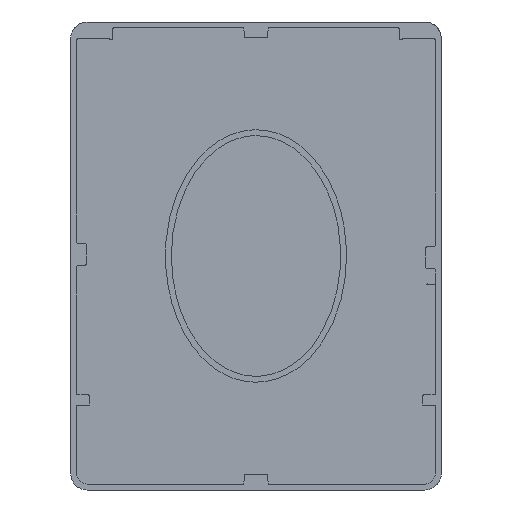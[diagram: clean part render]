
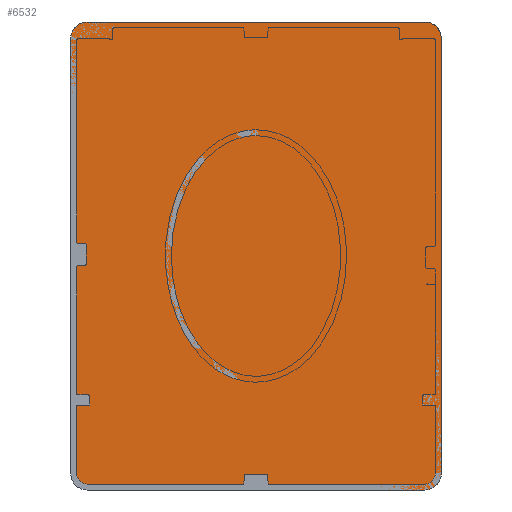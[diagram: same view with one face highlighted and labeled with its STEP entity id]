
A CAD part, left-side view. The second image highlights one B-rep face of the part: STEP entity #6532.
In plain terms, the highlighted planar face has unit normal (-1, 0, 0).
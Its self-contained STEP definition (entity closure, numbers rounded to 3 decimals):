
#916=ELLIPSE('',#7602,7.002,7.);
#918=ELLIPSE('',#7605,7.002,7.);
#920=ELLIPSE('',#7608,7.002,7.);
#922=ELLIPSE('',#7611,7.002,7.);
#1069=ORIENTED_EDGE('',*,*,#2978,.F.);
#1070=ORIENTED_EDGE('',*,*,#3000,.F.);
#1071=ORIENTED_EDGE('',*,*,#2997,.F.);
#1072=ORIENTED_EDGE('',*,*,#2994,.F.);
#1073=ORIENTED_EDGE('',*,*,#2991,.F.);
#1074=ORIENTED_EDGE('',*,*,#2988,.F.);
#1075=ORIENTED_EDGE('',*,*,#2985,.F.);
#1076=ORIENTED_EDGE('',*,*,#2982,.F.);
#2978=EDGE_CURVE('',#4120,#4121,#4894,.T.);
#2982=EDGE_CURVE('',#4121,#4124,#916,.T.);
#2985=EDGE_CURVE('',#4124,#4126,#4899,.T.);
#2988=EDGE_CURVE('',#4126,#4128,#918,.T.);
#2991=EDGE_CURVE('',#4128,#4130,#4903,.T.);
#2994=EDGE_CURVE('',#4130,#4132,#920,.T.);
#2997=EDGE_CURVE('',#4132,#4134,#4907,.T.);
#3000=EDGE_CURVE('',#4134,#4120,#922,.T.);
#4120=VERTEX_POINT('',#9250);
#4121=VERTEX_POINT('',#9251);
#4124=VERTEX_POINT('',#9268);
#4126=VERTEX_POINT('',#9274);
#4128=VERTEX_POINT('',#9289);
#4130=VERTEX_POINT('',#9295);
#4132=VERTEX_POINT('',#9310);
#4134=VERTEX_POINT('',#9316);
#4894=LINE('',#9249,#5281);
#4899=LINE('',#9273,#5286);
#4903=LINE('',#9294,#5290);
#4907=LINE('',#9315,#5294);
#5281=VECTOR('',#8024,1000.);
#5286=VECTOR('',#8035,1000.);
#5290=VECTOR('',#8045,1000.);
#5294=VECTOR('',#8055,1000.);
#5677=EDGE_LOOP('',(#1069,#1070,#1071,#1072,#1073,#1074,#1075,#1076));
#6042=FACE_BOUND('',#5677,.T.);
#6407=PLANE('',#7614);
#6532=ADVANCED_FACE('',(#6042),#6407,.F.);
#7602=AXIS2_PLACEMENT_3D('',#9267,#8028,#8029);
#7605=AXIS2_PLACEMENT_3D('',#9288,#8038,#8039);
#7608=AXIS2_PLACEMENT_3D('',#9309,#8048,#8049);
#7611=AXIS2_PLACEMENT_3D('',#9330,#8058,#8059);
#7614=AXIS2_PLACEMENT_3D('',#9333,#8064,#8065);
#8024=DIRECTION('',(0.,-1.,0.));
#8028=DIRECTION('',(1.,0.,0.));
#8029=DIRECTION('',(0.,-0.707,0.707));
#8035=DIRECTION('',(0.,0.,-1.));
#8038=DIRECTION('',(1.,0.,0.));
#8039=DIRECTION('',(0.,0.707,0.707));
#8045=DIRECTION('',(0.,1.,0.));
#8048=DIRECTION('',(1.,0.,0.));
#8049=DIRECTION('',(0.,-0.707,0.707));
#8055=DIRECTION('',(0.,0.,1.));
#8058=DIRECTION('',(1.,0.,0.));
#8059=DIRECTION('',(0.,-0.707,-0.707));
#8064=DIRECTION('',(1.,0.,0.));
#8065=DIRECTION('',(0.,0.,-1.));
#9249=CARTESIAN_POINT('',(0.7,71.001,98.5));
#9250=CARTESIAN_POINT('',(0.7,71.001,98.5));
#9251=CARTESIAN_POINT('',(0.7,-71.001,98.5));
#9267=CARTESIAN_POINT('',(0.7,-70.999,91.499));
#9268=CARTESIAN_POINT('',(0.7,-78.,91.501));
#9273=CARTESIAN_POINT('',(0.7,-78.,91.501));
#9274=CARTESIAN_POINT('',(0.7,-78.,-91.501));
#9288=CARTESIAN_POINT('',(0.7,-70.999,-91.499));
#9289=CARTESIAN_POINT('',(0.7,-71.001,-98.5));
#9294=CARTESIAN_POINT('',(0.7,-71.001,-98.5));
#9295=CARTESIAN_POINT('',(0.7,71.001,-98.5));
#9309=CARTESIAN_POINT('',(0.7,70.999,-91.499));
#9310=CARTESIAN_POINT('',(0.7,78.,-91.501));
#9315=CARTESIAN_POINT('',(0.7,78.,-91.501));
#9316=CARTESIAN_POINT('',(0.7,78.,91.501));
#9330=CARTESIAN_POINT('',(0.7,70.999,91.499));
#9333=CARTESIAN_POINT('',(0.7,70.999,91.499));
